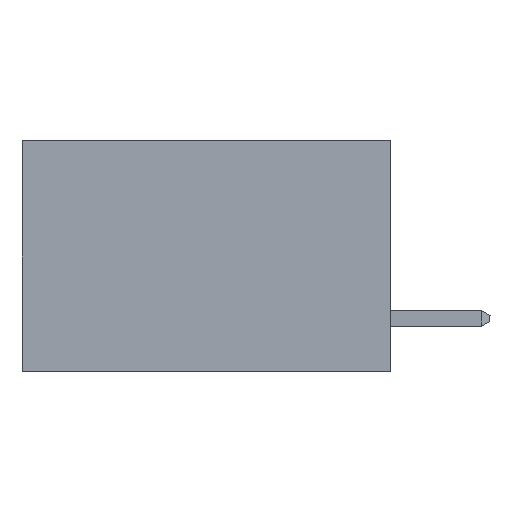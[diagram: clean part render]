
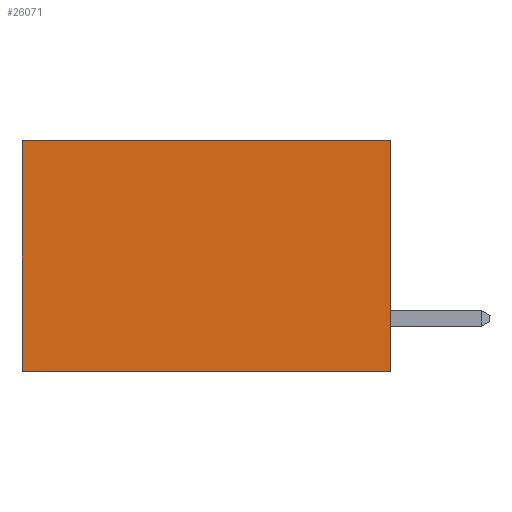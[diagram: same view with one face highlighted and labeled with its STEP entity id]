
A CAD part, left-side view. The second image highlights one B-rep face of the part: STEP entity #26071.
In plain terms, the highlighted planar face has unit normal (-1, 0, 0).
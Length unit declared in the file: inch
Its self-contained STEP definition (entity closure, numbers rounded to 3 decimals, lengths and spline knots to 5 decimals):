
#11 = VECTOR ( 'NONE', #2555, 39.37008 ) ;
#203 = CARTESIAN_POINT ( 'NONE',  ( 0.277, 0., -0.37 ) ) ;
#860 = VERTEX_POINT ( 'NONE', #15550 ) ;
#1957 = ORIENTED_EDGE ( 'NONE', *, *, #13839, .T. ) ;
#2467 = EDGE_CURVE ( 'NONE', #28688, #25266, #22869, .T. ) ;
#2555 = DIRECTION ( 'NONE',  ( 0., 0., -1. ) ) ;
#2563 = DIRECTION ( 'NONE',  ( 0., 0., -1. ) ) ;
#3228 = LINE ( 'NONE', #24814, #26383 ) ;
#4226 = CARTESIAN_POINT ( 'NONE',  ( 0.277, 0., 0. ) ) ;
#6068 = ORIENTED_EDGE ( 'NONE', *, *, #2467, .F. ) ;
#7237 = CARTESIAN_POINT ( 'NONE',  ( 0.277, 0.59, -0.37 ) ) ;
#7419 = FACE_OUTER_BOUND ( 'NONE', #16103, .T. ) ;
#7520 = DIRECTION ( 'NONE',  ( 0., 1., 0. ) ) ;
#7530 = EDGE_CURVE ( 'NONE', #25266, #860, #3228, .T. ) ;
#11245 = VERTEX_POINT ( 'NONE', #17032 ) ;
#13835 = PLANE ( 'NONE',  #19724 ) ;
#13839 = EDGE_CURVE ( 'NONE', #28688, #11245, #21127, .T. ) ;
#14877 = DIRECTION ( 'NONE',  ( 0., 0., -1. ) ) ;
#15136 = VECTOR ( 'NONE', #24447, 39.37008 ) ;
#15550 = CARTESIAN_POINT ( 'NONE',  ( 0.277, 0.59, -0.37 ) ) ;
#16085 = DIRECTION ( 'NONE',  ( 1., 0., 0. ) ) ;
#16103 = EDGE_LOOP ( 'NONE', ( #28472, #28767, #6068, #1957 ) ) ;
#17032 = CARTESIAN_POINT ( 'NONE',  ( 0.277, 0.59, 0. ) ) ;
#19724 = AXIS2_PLACEMENT_3D ( 'NONE', #203, #16085, #2563 ) ;
#20586 = EDGE_CURVE ( 'NONE', #11245, #860, #28545, .T. ) ;
#21127 = LINE ( 'NONE', #4226, #15136 ) ;
#22869 = LINE ( 'NONE', #25455, #28038 ) ;
#24447 = DIRECTION ( 'NONE',  ( 0., 1., 0. ) ) ;
#24814 = CARTESIAN_POINT ( 'NONE',  ( 0.277, 0., -0.37 ) ) ;
#25266 = VERTEX_POINT ( 'NONE', #28409 ) ;
#25455 = CARTESIAN_POINT ( 'NONE',  ( 0.277, 0., -0.37 ) ) ;
#26071 = ADVANCED_FACE ( 'NONE', ( #7419 ), #13835, .F. ) ;
#26383 = VECTOR ( 'NONE', #7520, 39.37008 ) ;
#27454 = CARTESIAN_POINT ( 'NONE',  ( 0.277, 0., 0. ) ) ;
#28038 = VECTOR ( 'NONE', #14877, 39.37008 ) ;
#28409 = CARTESIAN_POINT ( 'NONE',  ( 0.277, 0., -0.37 ) ) ;
#28472 = ORIENTED_EDGE ( 'NONE', *, *, #20586, .T. ) ;
#28545 = LINE ( 'NONE', #7237, #11 ) ;
#28688 = VERTEX_POINT ( 'NONE', #27454 ) ;
#28767 = ORIENTED_EDGE ( 'NONE', *, *, #7530, .F. ) ;
